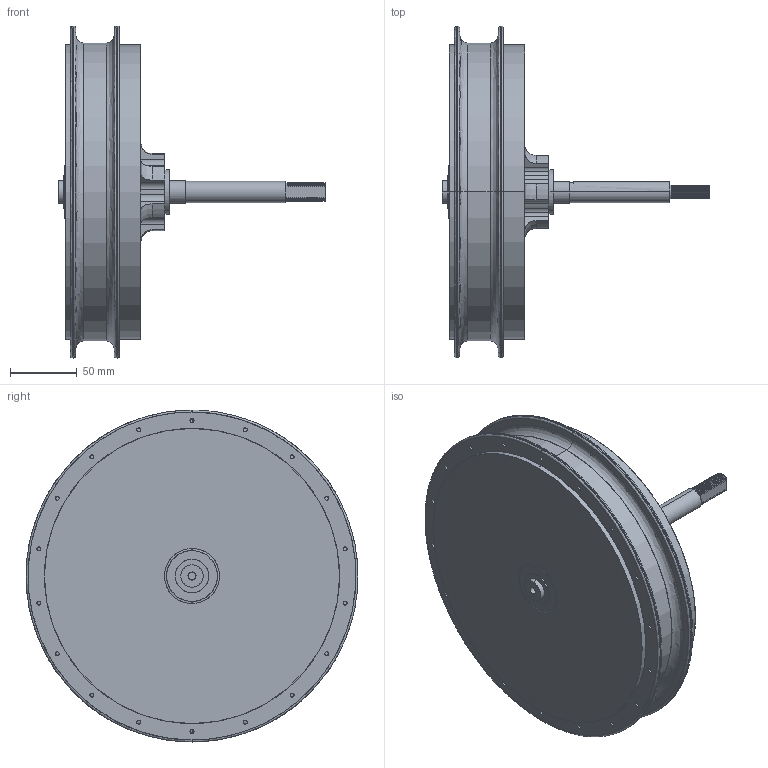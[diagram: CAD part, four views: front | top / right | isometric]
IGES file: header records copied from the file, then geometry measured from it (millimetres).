
Start section: SolidWorks IGES file using analytic representation for surfaces
Global section: file name: H3540SS.IGS; native system: SolidWorks 2014; preprocessor: SolidWorks 2014; author: grin; date: 181228.011921; units: millimetre
Bounding box: 200.08 x 248 x 248 mm (x, y, z)
Surface area: 163200.8 mm2 (no closed solid volume)
Topology: 0 solids, 0 shells, 363 faces, 6358 edges, 6358 vertices
Faces by surface type: revolution 202, bspline 161
